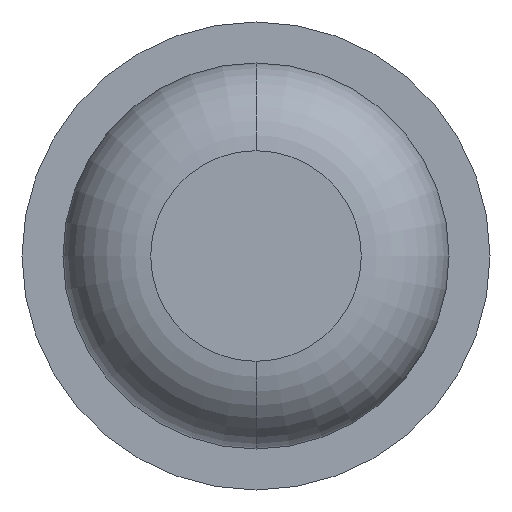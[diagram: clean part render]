
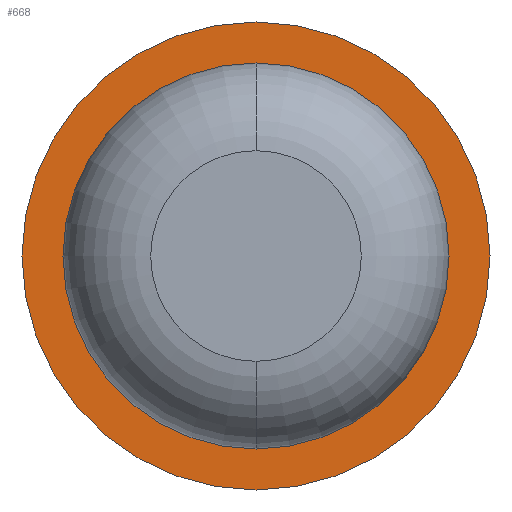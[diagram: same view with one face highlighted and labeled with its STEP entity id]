
A CAD part, front view. The second image highlights one B-rep face of the part: STEP entity #668.
In plain terms, the highlighted planar face has unit normal (0, -1, 0).
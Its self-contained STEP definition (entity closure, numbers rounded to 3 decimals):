
#309 = CARTESIAN_POINT ( 'NONE',  ( 0., -2., -1. ) ) ;
#553 = DIRECTION ( 'NONE',  ( 0., 1., 0. ) ) ;
#612 = CARTESIAN_POINT ( 'NONE',  ( 0., -2., 0.825 ) ) ;
#668 = ADVANCED_FACE ( 'Defeature ausgef�hrt1_4', ( #3455, #3810 ), #2168, .F. ) ;
#708 = DIRECTION ( 'NONE',  ( 0., 0., 1. ) ) ;
#753 = CIRCLE ( 'NONE', #3622, 0.825 ) ;
#757 = CIRCLE ( 'NONE', #1899, 1. ) ;
#760 = DIRECTION ( 'NONE',  ( 0., 0., 1. ) ) ;
#812 = CIRCLE ( 'NONE', #1898, 1. ) ;
#863 = AXIS2_PLACEMENT_3D ( 'NONE', #4186, #553, #1636 ) ;
#1135 = CARTESIAN_POINT ( 'NONE',  ( 0., -2., 0. ) ) ;
#1189 = ORIENTED_EDGE ( 'NONE', *, *, #4454, .T. ) ;
#1244 = CARTESIAN_POINT ( 'NONE',  ( 0., -2., 0. ) ) ;
#1283 = ORIENTED_EDGE ( 'NONE', *, *, #4423, .F. ) ;
#1294 = DIRECTION ( 'NONE',  ( 0., 0., 1. ) ) ;
#1636 = DIRECTION ( 'NONE',  ( 0., 0., 1. ) ) ;
#1692 = VERTEX_POINT ( 'NONE', #1732 ) ;
#1732 = CARTESIAN_POINT ( 'NONE',  ( 0., -2., 1. ) ) ;
#1860 = DIRECTION ( 'NONE',  ( 0., 1., 0. ) ) ;
#1898 = AXIS2_PLACEMENT_3D ( 'NONE', #1135, #3710, #760 ) ;
#1899 = AXIS2_PLACEMENT_3D ( 'NONE', #1244, #3475, #1294 ) ;
#2168 = PLANE ( 'NONE',  #4202 ) ;
#2219 = DIRECTION ( 'NONE',  ( 0., 0., 1. ) ) ;
#2369 = CARTESIAN_POINT ( 'NONE',  ( 0., -2., -0.825 ) ) ;
#2635 = CIRCLE ( 'NONE', #863, 0.825 ) ;
#2657 = ORIENTED_EDGE ( 'NONE', *, *, #4678, .T. ) ;
#3455 = FACE_OUTER_BOUND ( 'NONE', #3773, .T. ) ;
#3475 = DIRECTION ( 'NONE',  ( 0., 1., 0. ) ) ;
#3597 = EDGE_LOOP ( 'NONE', ( #2657, #1189 ) ) ;
#3613 = EDGE_CURVE ( 'Defeature ausgef�hrt1_5+Defeature ausgef�hrt1_4+Defeature ausgef�hrt1_4+Defeature ausgef�hrt1_4', #1692, #4343, #757, .T. ) ;
#3622 = AXIS2_PLACEMENT_3D ( 'NONE', #4062, #1860, #2219 ) ;
#3710 = DIRECTION ( 'NONE',  ( 0., 1., 0. ) ) ;
#3757 = VERTEX_POINT ( 'NONE', #612 ) ;
#3773 = EDGE_LOOP ( 'NONE', ( #4666, #1283 ) ) ;
#3810 = FACE_BOUND ( 'NONE', #3597, .T. ) ;
#4007 = CARTESIAN_POINT ( 'NONE',  ( 1., -2., 0. ) ) ;
#4062 = CARTESIAN_POINT ( 'NONE',  ( 0., -2., 0. ) ) ;
#4186 = CARTESIAN_POINT ( 'NONE',  ( 0., -2., 0. ) ) ;
#4202 = AXIS2_PLACEMENT_3D ( 'NONE', #4007, #4724, #708 ) ;
#4343 = VERTEX_POINT ( 'NONE', #309 ) ;
#4423 = EDGE_CURVE ( 'Defeature ausgef�hrt1_5+Defeature ausgef�hrt1_4+Defeature ausgef�hrt1_4+Defeature ausgef�hrt1_4', #4343, #1692, #812, .T. ) ;
#4454 = EDGE_CURVE ( 'Defeature ausgef�hrt1_4+Defeature ausgef�hrt1_0+Defeature ausgef�hrt1_0+Defeature ausgef�hrt1_0', #4716, #3757, #753, .T. ) ;
#4666 = ORIENTED_EDGE ( 'NONE', *, *, #3613, .F. ) ;
#4678 = EDGE_CURVE ( 'Defeature ausgef�hrt1_4+Defeature ausgef�hrt1_0+Defeature ausgef�hrt1_0+Defeature ausgef�hrt1_0', #3757, #4716, #2635, .T. ) ;
#4716 = VERTEX_POINT ( 'NONE', #2369 ) ;
#4724 = DIRECTION ( 'NONE',  ( 0., 1., 0. ) ) ;
